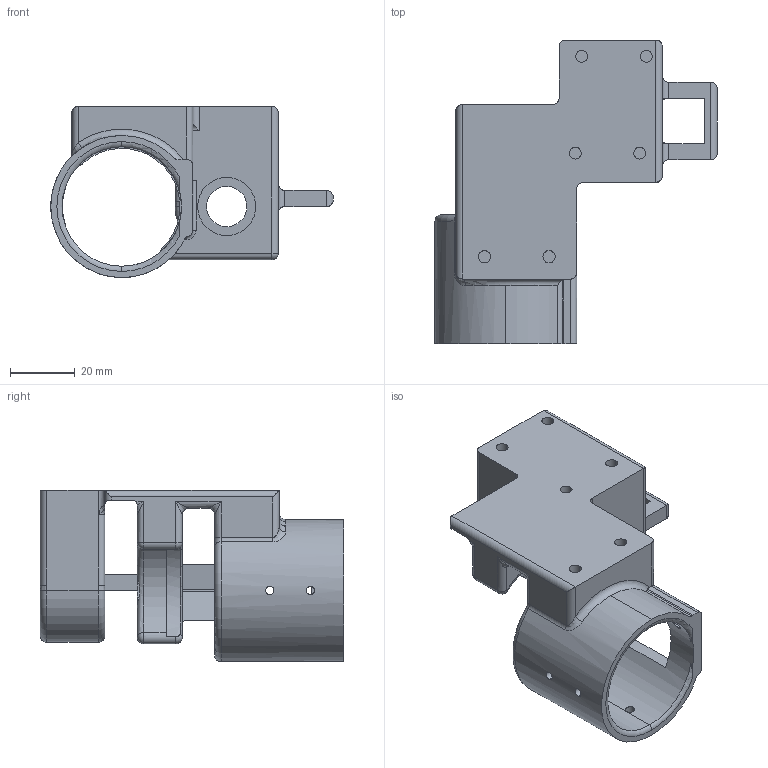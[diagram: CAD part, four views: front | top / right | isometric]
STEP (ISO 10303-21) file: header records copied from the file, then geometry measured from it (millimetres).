
FILE_DESCRIPTION (( 'STEP AP203' ), '1' );
FILE_NAME ('Motor Mount.STEP', '2025-12-09T16:42:51', ( '' ), ( '' ), 'SwSTEP 2.0', 'SolidWorks 2025', '' );
FILE_SCHEMA (( 'CONFIG_CONTROL_DESIGN' ));
Length unit declared in the file: millimetre
Products named in the file (1): Motor Mount
Bounding box: 87.5 x 94 x 53 mm (x, y, z)
Volume: 73032.5 mm3; surface area: 31869.7 mm2
Topology: 2 solids, 2 shells, 187 faces, 481 edges, 284 vertices
Faces by surface type: cylinder 98, plane 49, torus 20, bspline 13, sphere 7
Entity records: 6699 total; most frequent: CARTESIAN_POINT 2250, ORIENTED_EDGE 936, DIRECTION 903, EDGE_CURVE 468, AXIS2_PLACEMENT_3D 350, VERTEX_POINT 284, EDGE_LOOP 212, LINE 203
